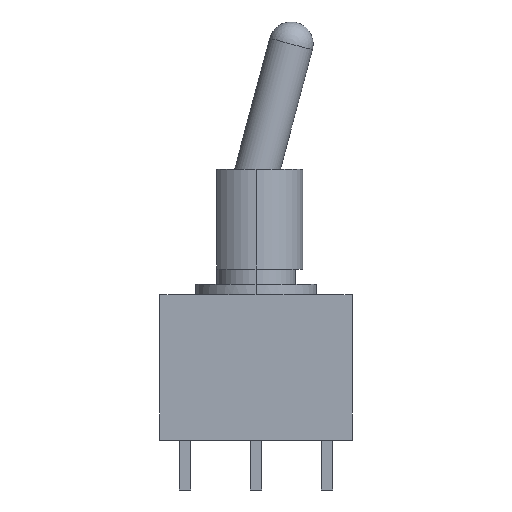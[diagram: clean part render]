
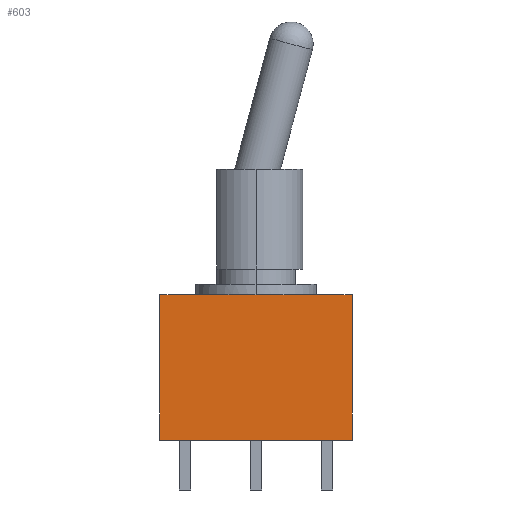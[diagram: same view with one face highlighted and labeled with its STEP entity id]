
A CAD part, left-side view. The second image highlights one B-rep face of the part: STEP entity #603.
In plain terms, the highlighted planar face has unit normal (-1, 0, 0).
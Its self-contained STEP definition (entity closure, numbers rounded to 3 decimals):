
#11 = VECTOR ( 'NONE', #1123, 1000. ) ;
#81 = VECTOR ( 'NONE', #268, 1000. ) ;
#87 = CARTESIAN_POINT ( 'NONE',  ( -3.43, 6.35, 0. ) ) ;
#93 = VECTOR ( 'NONE', #468, 1000. ) ;
#95 = ORIENTED_EDGE ( 'NONE', *, *, #443, .F. ) ;
#181 = FACE_OUTER_BOUND ( 'NONE', #659, .T. ) ;
#218 = LINE ( 'NONE', #87, #81 ) ;
#268 = DIRECTION ( 'NONE',  ( 0., -1., 0. ) ) ;
#294 = ORIENTED_EDGE ( 'NONE', *, *, #452, .F. ) ;
#372 = ORIENTED_EDGE ( 'NONE', *, *, #920, .F. ) ;
#443 = EDGE_CURVE ( 'NONE', #485, #465, #1093, .T. ) ;
#446 = CARTESIAN_POINT ( 'NONE',  ( -3.43, 6.35, 9.6 ) ) ;
#452 = EDGE_CURVE ( 'NONE', #683, #616, #1199, .T. ) ;
#453 = CARTESIAN_POINT ( 'NONE',  ( -3.43, 6.35, 9.6 ) ) ;
#457 = CARTESIAN_POINT ( 'NONE',  ( -3.43, -6.35, 9.6 ) ) ;
#465 = VERTEX_POINT ( 'NONE', #1214 ) ;
#468 = DIRECTION ( 'NONE',  ( 0., -1., 0. ) ) ;
#485 = VERTEX_POINT ( 'NONE', #453 ) ;
#517 = LINE ( 'NONE', #1142, #816 ) ;
#522 = EDGE_CURVE ( 'NONE', #616, #1205, #1030, .T. ) ;
#529 = EDGE_CURVE ( 'NONE', #1053, #1205, #218, .T. ) ;
#548 = PLANE ( 'NONE',  #1081 ) ;
#551 = CARTESIAN_POINT ( 'NONE',  ( -3.43, 6.35, 9.6 ) ) ;
#552 = DIRECTION ( 'NONE',  ( 0., 0., -1. ) ) ;
#603 = ADVANCED_FACE ( 'NONE', ( #181 ), #548, .F. ) ;
#612 = EDGE_CURVE ( 'NONE', #485, #1053, #517, .T. ) ;
#616 = VERTEX_POINT ( 'NONE', #970 ) ;
#643 = CARTESIAN_POINT ( 'NONE',  ( -3.43, 6.35, 9.6 ) ) ;
#653 = DIRECTION ( 'NONE',  ( 0., 0., -1. ) ) ;
#659 = EDGE_LOOP ( 'NONE', ( #1182, #1169, #294, #372, #95, #1209 ) ) ;
#683 = VERTEX_POINT ( 'NONE', #1070 ) ;
#726 = DIRECTION ( 'NONE',  ( 0., -1., 0. ) ) ;
#738 = DIRECTION ( 'NONE',  ( 0., 1., 0. ) ) ;
#816 = VECTOR ( 'NONE', #653, 1000. ) ;
#920 = EDGE_CURVE ( 'NONE', #465, #683, #972, .T. ) ;
#952 = CARTESIAN_POINT ( 'NONE',  ( -3.43, 6.35, 0. ) ) ;
#970 = CARTESIAN_POINT ( 'NONE',  ( -3.43, -6.35, 9.6 ) ) ;
#972 = LINE ( 'NONE', #551, #93 ) ;
#1030 = LINE ( 'NONE', #457, #1198 ) ;
#1034 = CARTESIAN_POINT ( 'NONE',  ( -3.43, 6.35, 9.6 ) ) ;
#1048 = DIRECTION ( 'NONE',  ( 1., 0., 0. ) ) ;
#1053 = VERTEX_POINT ( 'NONE', #952 ) ;
#1070 = CARTESIAN_POINT ( 'NONE',  ( -3.43, -2.058, 9.6 ) ) ;
#1081 = AXIS2_PLACEMENT_3D ( 'NONE', #643, #1048, #738 ) ;
#1093 = LINE ( 'NONE', #446, #11 ) ;
#1123 = DIRECTION ( 'NONE',  ( 0., -1., 0. ) ) ;
#1142 = CARTESIAN_POINT ( 'NONE',  ( -3.43, 6.35, 9.6 ) ) ;
#1169 = ORIENTED_EDGE ( 'NONE', *, *, #522, .F. ) ;
#1182 = ORIENTED_EDGE ( 'NONE', *, *, #529, .T. ) ;
#1191 = CARTESIAN_POINT ( 'NONE',  ( -3.43, -6.35, 0. ) ) ;
#1198 = VECTOR ( 'NONE', #552, 1000. ) ;
#1199 = LINE ( 'NONE', #1034, #1227 ) ;
#1205 = VERTEX_POINT ( 'NONE', #1191 ) ;
#1209 = ORIENTED_EDGE ( 'NONE', *, *, #612, .T. ) ;
#1214 = CARTESIAN_POINT ( 'NONE',  ( -3.43, 2.058, 9.6 ) ) ;
#1227 = VECTOR ( 'NONE', #726, 1000. ) ;
